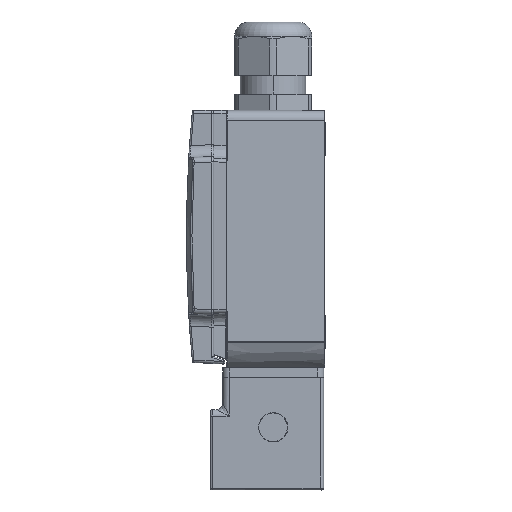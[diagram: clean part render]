
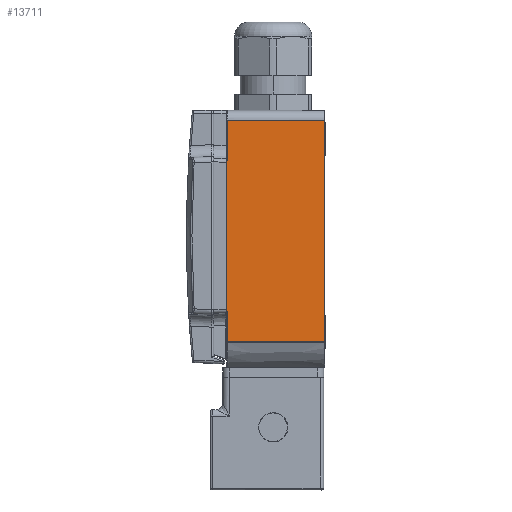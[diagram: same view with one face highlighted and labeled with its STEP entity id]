
A CAD part, left-side view. The second image highlights one B-rep face of the part: STEP entity #13711.
In plain terms, the highlighted planar face has unit normal (-1, -0.018, 0).
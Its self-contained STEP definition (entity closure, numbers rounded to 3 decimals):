
#3264=DIRECTION('',(0.,0.,1.));
#3265=VECTOR('',#3264,45.859);
#3266=CARTESIAN_POINT('',(-20.,30.5,
-22.926));
#3267=LINE('',#3266,#3265);
#3280=DIRECTION('',(0.,0.,-1.));
#3281=VECTOR('',#3280,9.089);
#3282=CARTESIAN_POINT('',(-19.996,30.297,
-23.763));
#3283=LINE('',#3282,#3281);
#3284=CARTESIAN_POINT('',(-20.,30.5,
-22.919));
#3285=CARTESIAN_POINT('',(-20.,30.491,
-22.937));
#3286=CARTESIAN_POINT('',(-20.,30.476,
-22.974));
#3287=CARTESIAN_POINT('',(-20.,30.479,
-23.028));
#3288=CARTESIAN_POINT('',(-19.999,30.451,
-23.09));
#3289=CARTESIAN_POINT('',(-19.999,30.436,
-23.159));
#3290=CARTESIAN_POINT('',(-19.998,30.411,
-23.226));
#3291=CARTESIAN_POINT('',(-19.998,30.387,
-23.302));
#3292=CARTESIAN_POINT('',(-19.998,30.358,
-23.393));
#3293=CARTESIAN_POINT('',(-19.997,30.331,
-23.495));
#3294=CARTESIAN_POINT('',(-19.997,30.311,
-23.589));
#3295=CARTESIAN_POINT('',(-19.996,30.299,
-23.681));
#3296=CARTESIAN_POINT('',(-19.996,30.297,
-23.736));
#3297=CARTESIAN_POINT('',(-19.996,30.297,
-23.763));
#3299=CARTESIAN_POINT('',(-20.,30.502,22.941));
#3300=CARTESIAN_POINT('',(-20.,30.49,22.97));
#3301=CARTESIAN_POINT('',(-19.999,30.47,23.029));
#3302=CARTESIAN_POINT('',(-19.999,30.433,23.118));
#3303=CARTESIAN_POINT('',(-19.998,30.402,23.197));
#3304=CARTESIAN_POINT('',(-19.998,30.374,23.272));
#3305=CARTESIAN_POINT('',(-19.997,30.35,23.344));
#3306=CARTESIAN_POINT('',(-19.997,30.33,23.412));
#3307=CARTESIAN_POINT('',(-19.997,30.315,23.477));
#3308=CARTESIAN_POINT('',(-19.997,30.304,23.538));
#3309=CARTESIAN_POINT('',(-19.996,30.298,23.596));
#3310=CARTESIAN_POINT('',(-19.996,30.297,23.632));
#3311=CARTESIAN_POINT('',(-19.996,30.297,23.65));
#3313=DIRECTION('',(0.,0.,1.));
#3314=VECTOR('',#3313,12.35);
#3315=CARTESIAN_POINT('',(-19.996,30.297,23.65));
#3316=LINE('',#3315,#3314);
#3317=DIRECTION('',(0.017,-1.,0.));
#3318=VECTOR('',#3317,30.203);
#3319=CARTESIAN_POINT('',(-19.996,30.297,36.));
#3320=LINE('',#3319,#3318);
#3321=DIRECTION('',(0.,0.,-1.));
#3322=VECTOR('',#3321,68.771);
#3323=CARTESIAN_POINT('',(-19.469,0.098,
36.));
#3324=LINE('',#3323,#3322);
#3325=CARTESIAN_POINT('',(-19.996,30.297,
-32.852));
#3326=CARTESIAN_POINT('',(-19.938,26.961,
-32.843));
#3327=CARTESIAN_POINT('',(-19.822,20.277,
-32.825));
#3328=CARTESIAN_POINT('',(-19.646,10.211,
-32.799));
#3329=CARTESIAN_POINT('',(-19.528,3.473,
-32.781));
#3330=CARTESIAN_POINT('',(-19.469,0.098,
-32.771));
#3880=CARTESIAN_POINT('',(-19.469,0.098,
36.));
#3918=CARTESIAN_POINT('',(-19.996,30.297,
-32.852));
#10964=VERTEX_POINT('',#3880);
#10967=CARTESIAN_POINT('',(-19.469,0.098,
-32.771));
#10968=VERTEX_POINT('',#10967);
#11094=CARTESIAN_POINT('',(-20.,30.5,
-22.926));
#11095=VERTEX_POINT('',#11094);
#11122=CARTESIAN_POINT('',(-20.,30.505,
22.932));
#11123=VERTEX_POINT('',#11122);
#11126=CARTESIAN_POINT('',(-19.996,30.297,
36.));
#11127=VERTEX_POINT('',#11126);
#11138=CARTESIAN_POINT('',(-19.996,30.297,
23.65));
#11139=VERTEX_POINT('',#11138);
#11177=VERTEX_POINT('',#3918);
#11179=CARTESIAN_POINT('',(-19.996,30.297,
-23.763));
#11180=VERTEX_POINT('',#11179);
#13689=CARTESIAN_POINT('',(-20.,30.5,-33.));
#13690=DIRECTION('',(-1.,-0.017,0.));
#13691=DIRECTION('',(0.,0.,1.));
#13692=AXIS2_PLACEMENT_3D('',#13689,#13690,#13691);
#13693=PLANE('',#13692);
#13695=ORIENTED_EDGE('',*,*,#13694,.F.);
#13697=ORIENTED_EDGE('',*,*,#13696,.F.);
#13698=ORIENTED_EDGE('',*,*,#13679,.T.);
#13700=ORIENTED_EDGE('',*,*,#13699,.T.);
#13702=ORIENTED_EDGE('',*,*,#13701,.T.);
#13704=ORIENTED_EDGE('',*,*,#13703,.T.);
#13706=ORIENTED_EDGE('',*,*,#13705,.T.);
#13708=ORIENTED_EDGE('',*,*,#13707,.F.);
#13709=EDGE_LOOP('',(#13695,#13697,#13698,#13700,#13702,#13704,#13706,#13708));
#13710=FACE_OUTER_BOUND('',#13709,.F.);
#3298=B_SPLINE_CURVE_WITH_KNOTS('',3,(#3284,#3285,#3286,#3287,#3288,#3289,#3290,
#3291,#3292,#3293,#3294,#3295,#3296,#3297),.UNSPECIFIED.,.F.,.F.,(4,1,1,1,1,1,1,
1,1,1,1,4),(0.,0.091,0.182,0.273,
0.364,0.455,0.545,0.636,
0.727,0.818,0.909,1.),.UNSPECIFIED.);
#3312=B_SPLINE_CURVE_WITH_KNOTS('',3,(#3299,#3300,#3301,#3302,#3303,#3304,#3305,
#3306,#3307,#3308,#3309,#3310,#3311),.UNSPECIFIED.,.F.,.F.,(4,1,1,1,1,1,1,1,1,1,
4),(0.,0.1,0.2,0.3,0.4,0.5,0.6,0.7,0.8,0.9,1.),
.UNSPECIFIED.);
#3331=B_SPLINE_CURVE_WITH_KNOTS('',3,(#3325,#3326,#3327,#3328,#3329,#3330),
.UNSPECIFIED.,.F.,.F.,(4,1,1,4),(0.,0.333,0.667,1.),
.UNSPECIFIED.);
#13679=EDGE_CURVE('',#11095,#11123,#3267,.T.);
#13694=EDGE_CURVE('',#11180,#11177,#3283,.T.);
#13696=EDGE_CURVE('',#11095,#11180,#3298,.T.);
#13699=EDGE_CURVE('',#11123,#11139,#3312,.T.);
#13701=EDGE_CURVE('',#11139,#11127,#3316,.T.);
#13703=EDGE_CURVE('',#11127,#10964,#3320,.T.);
#13705=EDGE_CURVE('',#10964,#10968,#3324,.T.);
#13707=EDGE_CURVE('',#11177,#10968,#3331,.T.);
#13711=ADVANCED_FACE('',(#13710),#13693,.T.);
